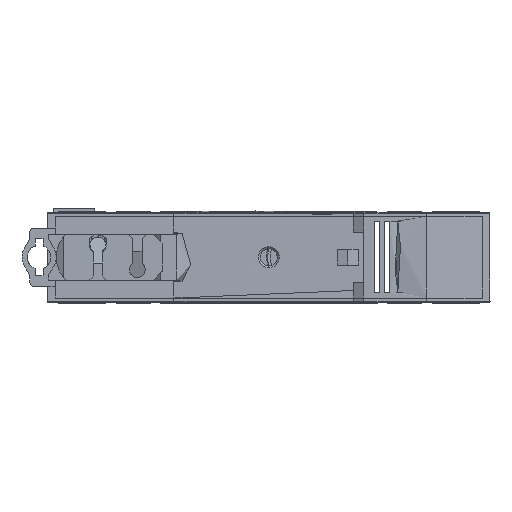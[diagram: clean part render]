
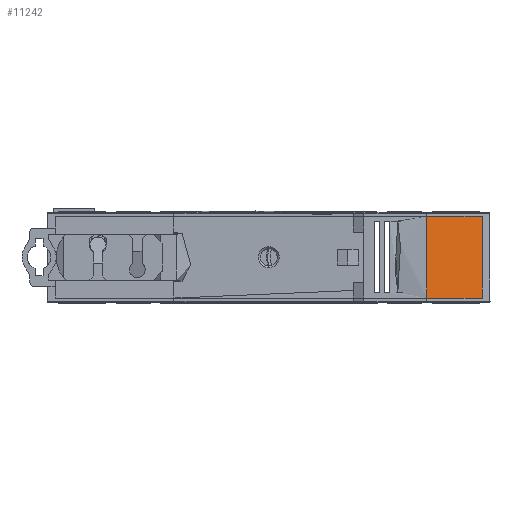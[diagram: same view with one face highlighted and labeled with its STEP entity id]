
A CAD part, front view. The second image highlights one B-rep face of the part: STEP entity #11242.
In plain terms, the highlighted free-form (B-spline) face has degree [1, 1] with [2, 2] control points.
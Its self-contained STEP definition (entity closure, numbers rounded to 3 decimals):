
#410 = ORIENTED_EDGE ( 'NONE', *, *, #11481, .F. ) ;
#5081 = FACE_OUTER_BOUND ( 'NONE', #13563, .T. ) ;
#6389 = CARTESIAN_POINT ( 'NONE',  ( -64.653, -8.87, 9.636 ) ) ;
#7294 = EDGE_CURVE ( 'NONE', #9215, #13045, #14818, .T. ) ;
#7720 = B_SPLINE_SURFACE_WITH_KNOTS ( 'NONE', 1, 1, ( 
 ( #22066, #19262 ),
 ( #30650, #8069 ) ),
 .UNSPECIFIED., .F., .F., .F.,
 ( 2, 2 ),
 ( 2, 2 ),
 ( 0., 12.808 ),
 ( 0., 18.613 ),
 .UNSPECIFIED. ) ;
#8069 = CARTESIAN_POINT ( 'NONE',  ( -66.755, -9.241, -8.966 ) ) ;
#9014 = B_SPLINE_CURVE_WITH_KNOTS ( 'NONE', 1,
 ( #6389, #35110 ),
 .UNSPECIFIED., .F., .F.,
 ( 2, 2 ),
 ( 0., 1. ),
 .UNSPECIFIED. ) ;
#9215 = VERTEX_POINT ( 'NONE', #35182 ) ;
#11242 = ADVANCED_FACE ( 'NONE', ( #5081 ), #7720, .F. ) ;
#11481 = EDGE_CURVE ( 'NONE', #23341, #9215, #9014, .T. ) ;
#13030 = CARTESIAN_POINT ( 'NONE',  ( -54.153, -7.018, -5.864 ) ) ;
#13045 = VERTEX_POINT ( 'NONE', #13030 ) ;
#13547 = VERTEX_POINT ( 'NONE', #25490 ) ;
#13563 = EDGE_LOOP ( 'NONE', ( #20346, #27956, #410, #15607 ) ) ;
#14818 = B_SPLINE_CURVE_WITH_KNOTS ( 'NONE', 1,
 ( #26761, #24125 ),
 .UNSPECIFIED., .F., .F.,
 ( 2, 2 ),
 ( -1., 0. ),
 .UNSPECIFIED. ) ;
#15607 = ORIENTED_EDGE ( 'NONE', *, *, #35359, .F. ) ;
#16933 = CARTESIAN_POINT ( 'NONE',  ( -54.153, -7.018, -5.864 ) ) ;
#19262 = CARTESIAN_POINT ( 'NONE',  ( -54.141, -7.016, -8.966 ) ) ;
#20039 = EDGE_CURVE ( 'NONE', #13045, #13547, #33127, .T. ) ;
#20346 = ORIENTED_EDGE ( 'NONE', *, *, #20039, .F. ) ;
#22066 = CARTESIAN_POINT ( 'NONE',  ( -54.141, -7.016, 9.647 ) ) ;
#23341 = VERTEX_POINT ( 'NONE', #35093 ) ;
#23794 = CARTESIAN_POINT ( 'NONE',  ( -54.153, -7.018, 9.636 ) ) ;
#24125 = CARTESIAN_POINT ( 'NONE',  ( -54.153, -7.018, -5.864 ) ) ;
#25490 = CARTESIAN_POINT ( 'NONE',  ( -54.153, -7.018, 9.636 ) ) ;
#25540 = CARTESIAN_POINT ( 'NONE',  ( -54.153, -7.018, 9.636 ) ) ;
#25969 = B_SPLINE_CURVE_WITH_KNOTS ( 'NONE', 1,
 ( #23794, #34812 ),
 .UNSPECIFIED., .F., .F.,
 ( 2, 2 ),
 ( -1., 0. ),
 .UNSPECIFIED. ) ;
#26761 = CARTESIAN_POINT ( 'NONE',  ( -64.653, -8.87, -5.864 ) ) ;
#27956 = ORIENTED_EDGE ( 'NONE', *, *, #7294, .F. ) ;
#30650 = CARTESIAN_POINT ( 'NONE',  ( -66.755, -9.241, 9.647 ) ) ;
#33127 = B_SPLINE_CURVE_WITH_KNOTS ( 'NONE', 1,
 ( #16933, #25540 ),
 .UNSPECIFIED., .F., .F.,
 ( 2, 2 ),
 ( 0., 1. ),
 .UNSPECIFIED. ) ;
#34812 = CARTESIAN_POINT ( 'NONE',  ( -64.653, -8.87, 9.636 ) ) ;
#35093 = CARTESIAN_POINT ( 'NONE',  ( -64.653, -8.87, 9.636 ) ) ;
#35110 = CARTESIAN_POINT ( 'NONE',  ( -64.653, -8.87, -5.864 ) ) ;
#35182 = CARTESIAN_POINT ( 'NONE',  ( -64.653, -8.87, -5.864 ) ) ;
#35359 = EDGE_CURVE ( 'NONE', #13547, #23341, #25969, .T. ) ;
